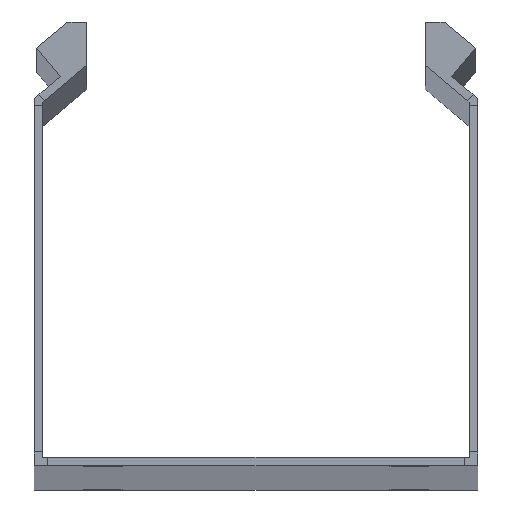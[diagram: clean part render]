
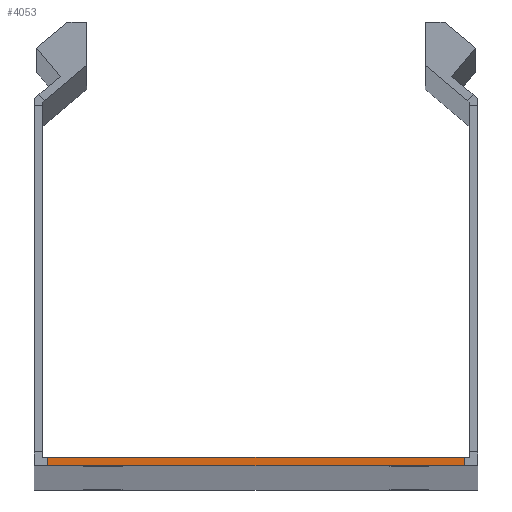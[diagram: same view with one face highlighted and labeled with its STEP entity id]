
A CAD part, top view. The second image highlights one B-rep face of the part: STEP entity #4053.
In plain terms, the highlighted planar face has unit normal (0, 0, 1).
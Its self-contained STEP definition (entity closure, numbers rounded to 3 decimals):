
#160 = LINE ( 'NONE', #416, #2549 ) ;
#281 = CARTESIAN_POINT ( 'NONE',  ( -37.5, 0., 1250. ) ) ;
#416 = CARTESIAN_POINT ( 'NONE',  ( -37.5, 1.5, 1250. ) ) ;
#542 = PLANE ( 'NONE',  #5370 ) ;
#606 = EDGE_CURVE ( 'NONE', #3698, #3836, #160, .T. ) ;
#684 = CARTESIAN_POINT ( 'NONE',  ( -37.5, 1.5, 1250. ) ) ;
#738 = LINE ( 'NONE', #2075, #4345 ) ;
#772 = DIRECTION ( 'NONE',  ( -1., 0., 0. ) ) ;
#824 = VECTOR ( 'NONE', #772, 1000. ) ;
#965 = CARTESIAN_POINT ( 'NONE',  ( 37.5, 0., 1250. ) ) ;
#1198 = ORIENTED_EDGE ( 'NONE', *, *, #5313, .F. ) ;
#1529 = CARTESIAN_POINT ( 'NONE',  ( 37.5, 0., 1250. ) ) ;
#1584 = EDGE_CURVE ( 'NONE', #5619, #4517, #5264, .T. ) ;
#1671 = VECTOR ( 'NONE', #4141, 1000. ) ;
#1897 = DIRECTION ( 'NONE',  ( 0., 0., 1. ) ) ;
#2075 = CARTESIAN_POINT ( 'NONE',  ( -40., 0., 1250. ) ) ;
#2222 = DIRECTION ( 'NONE',  ( 0., -1., 0. ) ) ;
#2549 = VECTOR ( 'NONE', #2222, 1000. ) ;
#2633 = FACE_OUTER_BOUND ( 'NONE', #3324, .T. ) ;
#2673 = CARTESIAN_POINT ( 'NONE',  ( -40., 1.5, 1250. ) ) ;
#2800 = CARTESIAN_POINT ( 'NONE',  ( 37.5, 1.5, 1250. ) ) ;
#2860 = ORIENTED_EDGE ( 'NONE', *, *, #1584, .T. ) ;
#2865 = DIRECTION ( 'NONE',  ( 1., 0., 0. ) ) ;
#3324 = EDGE_LOOP ( 'NONE', ( #1198, #2860, #3374, #5589 ) ) ;
#3374 = ORIENTED_EDGE ( 'NONE', *, *, #3866, .T. ) ;
#3698 = VERTEX_POINT ( 'NONE', #684 ) ;
#3836 = VERTEX_POINT ( 'NONE', #281 ) ;
#3866 = EDGE_CURVE ( 'NONE', #4517, #3698, #3869, .T. ) ;
#3869 = LINE ( 'NONE', #2673, #824 ) ;
#4053 = ADVANCED_FACE ( 'NONE', ( #2633 ), #542, .T. ) ;
#4141 = DIRECTION ( 'NONE',  ( 0., 1., 0. ) ) ;
#4195 = CARTESIAN_POINT ( 'NONE',  ( 38.5, 2.5, 1250. ) ) ;
#4345 = VECTOR ( 'NONE', #5850, 1000. ) ;
#4517 = VERTEX_POINT ( 'NONE', #2800 ) ;
#5264 = LINE ( 'NONE', #965, #1671 ) ;
#5313 = EDGE_CURVE ( 'NONE', #5619, #3836, #738, .T. ) ;
#5370 = AXIS2_PLACEMENT_3D ( 'NONE', #4195, #1897, #2865 ) ;
#5589 = ORIENTED_EDGE ( 'NONE', *, *, #606, .T. ) ;
#5619 = VERTEX_POINT ( 'NONE', #1529 ) ;
#5850 = DIRECTION ( 'NONE',  ( -1., 0., 0. ) ) ;
